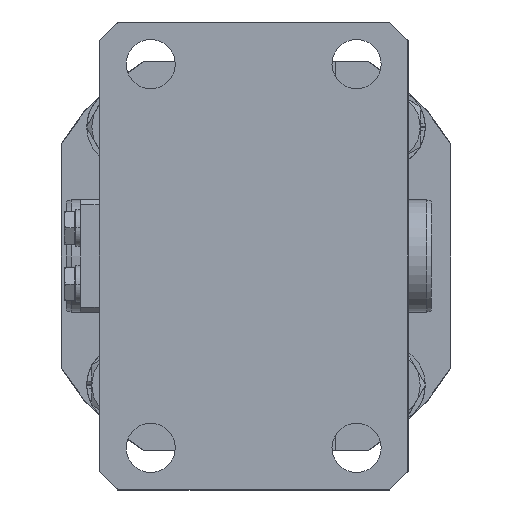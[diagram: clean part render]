
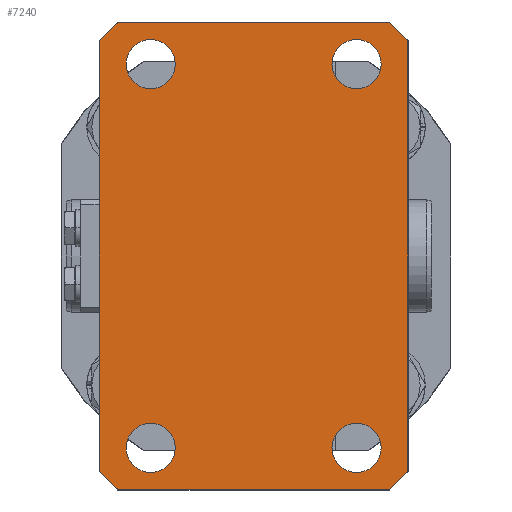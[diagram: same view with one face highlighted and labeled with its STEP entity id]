
A CAD part, left-side view. The second image highlights one B-rep face of the part: STEP entity #7240.
In plain terms, the highlighted planar face has unit normal (-1, 0, 0).
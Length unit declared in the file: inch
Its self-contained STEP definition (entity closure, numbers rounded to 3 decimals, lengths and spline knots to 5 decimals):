
#378 = CARTESIAN_POINT ( 'NONE',  ( -16.125, 2.0895, -2.87293 ) ) ;
#494 = CARTESIAN_POINT ( 'NONE',  ( -16.125, 2.0895, 2.87293 ) ) ;
#826 = VERTEX_POINT ( 'NONE', #44895 ) ;
#867 = LINE ( 'NONE', #15262, #24923 ) ;
#1022 = ORIENTED_EDGE ( 'NONE', *, *, #18726, .T. ) ;
#1029 = CIRCLE ( 'NONE', #27360, 0.3281 ) ;
#1132 = FACE_BOUND ( 'NONE', #15933, .T. ) ;
#1587 = DIRECTION ( 'NONE',  ( 0., 0., 1. ) ) ;
#2486 = VERTEX_POINT ( 'NONE', #17941 ) ;
#2911 = LINE ( 'NONE', #17310, #21493 ) ;
#3245 = VERTEX_POINT ( 'NONE', #494 ) ;
#3424 = VERTEX_POINT ( 'NONE', #378 ) ;
#4667 = FACE_BOUND ( 'NONE', #11216, .T. ) ;
#4891 = ORIENTED_EDGE ( 'NONE', *, *, #42193, .T. ) ;
#5229 = CARTESIAN_POINT ( 'NONE',  ( -16.125, -1.343, 2.562 ) ) ;
#5455 = DIRECTION ( 'NONE',  ( 0., 0., -1. ) ) ;
#5477 = EDGE_LOOP ( 'NONE', ( #40866, #9157, #17296, #6939, #42253, #44434, #4891, #21115 ) ) ;
#5800 = DIRECTION ( 'NONE',  ( 0., 0., 1. ) ) ;
#6094 = ORIENTED_EDGE ( 'NONE', *, *, #11504, .T. ) ;
#6939 = ORIENTED_EDGE ( 'NONE', *, *, #34340, .T. ) ;
#7111 = CARTESIAN_POINT ( 'NONE',  ( -16.125, -1.77843, 3.12 ) ) ;
#7195 = DIRECTION ( 'NONE',  ( 0., 0., -1. ) ) ;
#7240 = ADVANCED_FACE ( 'NONE', ( #36889, #4667, #19040, #33364, #1132 ), #15532, .T. ) ;
#7521 = DIRECTION ( 'NONE',  ( 0., -1., 0. ) ) ;
#8574 = AXIS2_PLACEMENT_3D ( 'NONE', #25066, #39401, #7195 ) ;
#8741 = CIRCLE ( 'NONE', #35014, 0.3281 ) ;
#9095 = VECTOR ( 'NONE', #11159, 39.37008 ) ;
#9157 = ORIENTED_EDGE ( 'NONE', *, *, #22982, .T. ) ;
#9234 = CIRCLE ( 'NONE', #35506, 0.3281 ) ;
#9915 = DIRECTION ( 'NONE',  ( 0., 0., -1. ) ) ;
#10192 = DIRECTION ( 'NONE',  ( 0., 0., -1. ) ) ;
#10766 = DIRECTION ( 'NONE',  ( 0., 0., -1. ) ) ;
#10820 = CARTESIAN_POINT ( 'NONE',  ( -16.125, -1.343, -2.562 ) ) ;
#11159 = DIRECTION ( 'NONE',  ( 0., -0.707, 0.707 ) ) ;
#11184 = EDGE_CURVE ( 'NONE', #826, #19376, #33436, .T. ) ;
#11216 = EDGE_LOOP ( 'NONE', ( #35702, #37580 ) ) ;
#11250 = CARTESIAN_POINT ( 'NONE',  ( -16.125, 1.84242, 3.12 ) ) ;
#11504 = EDGE_CURVE ( 'NONE', #17524, #2486, #18125, .T. ) ;
#11927 = LINE ( 'NONE', #26239, #34011 ) ;
#12184 = LINE ( 'NONE', #26510, #28155 ) ;
#12613 = CARTESIAN_POINT ( 'NONE',  ( -16.125, 1.407, 2.2339 ) ) ;
#12768 = LINE ( 'NONE', #27103, #14635 ) ;
#13200 = AXIS2_PLACEMENT_3D ( 'NONE', #27770, #42116, #9915 ) ;
#13747 = CIRCLE ( 'NONE', #40011, 0.3281 ) ;
#14635 = VECTOR ( 'NONE', #41431, 39.37008 ) ;
#15262 = CARTESIAN_POINT ( 'NONE',  ( -16.125, -2.43322, 2.46521 ) ) ;
#15532 = PLANE ( 'NONE',  #28398 ) ;
#15933 = EDGE_LOOP ( 'NONE', ( #6094, #32733 ) ) ;
#16732 = VERTEX_POINT ( 'NONE', #34321 ) ;
#17296 = ORIENTED_EDGE ( 'NONE', *, *, #29549, .T. ) ;
#17310 = CARTESIAN_POINT ( 'NONE',  ( -16.125, 2.0895, -2.875 ) ) ;
#17524 = VERTEX_POINT ( 'NONE', #34001 ) ;
#17905 = CARTESIAN_POINT ( 'NONE',  ( -16.125, 1.407, 2.562 ) ) ;
#17941 = CARTESIAN_POINT ( 'NONE',  ( -16.125, -1.343, -2.2339 ) ) ;
#18125 = CIRCLE ( 'NONE', #44365, 0.3281 ) ;
#18726 = EDGE_CURVE ( 'NONE', #30698, #40845, #8741, .T. ) ;
#19036 = EDGE_CURVE ( 'NONE', #19376, #826, #13747, .T. ) ;
#19040 = FACE_BOUND ( 'NONE', #40313, .T. ) ;
#19376 = VERTEX_POINT ( 'NONE', #12613 ) ;
#19494 = CARTESIAN_POINT ( 'NONE',  ( -16.125, 0.032, 0. ) ) ;
#19626 = DIRECTION ( 'NONE',  ( 1., 0., 0. ) ) ;
#21115 = ORIENTED_EDGE ( 'NONE', *, *, #22676, .T. ) ;
#21410 = EDGE_LOOP ( 'NONE', ( #36337, #33599 ) ) ;
#21493 = VECTOR ( 'NONE', #31615, 39.37008 ) ;
#22676 = EDGE_CURVE ( 'NONE', #42436, #26342, #29002, .T. ) ;
#22982 = EDGE_CURVE ( 'NONE', #27097, #37078, #867, .T. ) ;
#23353 = CARTESIAN_POINT ( 'NONE',  ( -16.125, -1.343, -2.562 ) ) ;
#23438 = CARTESIAN_POINT ( 'NONE',  ( -16.125, -1.343, 2.8901 ) ) ;
#23693 = LINE ( 'NONE', #38010, #28983 ) ;
#23887 = AXIS2_PLACEMENT_3D ( 'NONE', #23353, #37685, #5455 ) ;
#24267 = EDGE_CURVE ( 'NONE', #16732, #36960, #9234, .T. ) ;
#24359 = CARTESIAN_POINT ( 'NONE',  ( -16.125, -1.77843, -3.12 ) ) ;
#24923 = VECTOR ( 'NONE', #29570, 39.37008 ) ;
#25066 = CARTESIAN_POINT ( 'NONE',  ( -16.125, 1.407, -2.562 ) ) ;
#25129 = DIRECTION ( 'NONE',  ( 1., 0., 0. ) ) ;
#25143 = CARTESIAN_POINT ( 'NONE',  ( -16.125, -2.0255, -2.87293 ) ) ;
#25400 = LINE ( 'NONE', #39728, #25561 ) ;
#25558 = CARTESIAN_POINT ( 'NONE',  ( -16.125, 1.407, -2.8901 ) ) ;
#25561 = VECTOR ( 'NONE', #7521, 39.37008 ) ;
#26239 = CARTESIAN_POINT ( 'NONE',  ( -16.125, 2.49721, 2.46521 ) ) ;
#26342 = VERTEX_POINT ( 'NONE', #25143 ) ;
#26419 = CARTESIAN_POINT ( 'NONE',  ( -16.125, 1.84242, -3.12 ) ) ;
#26510 = CARTESIAN_POINT ( 'NONE',  ( -16.125, 1.8445, 3.12 ) ) ;
#27097 = VERTEX_POINT ( 'NONE', #31725 ) ;
#27103 = CARTESIAN_POINT ( 'NONE',  ( -16.125, 2.49721, -2.46521 ) ) ;
#27360 = AXIS2_PLACEMENT_3D ( 'NONE', #5229, #19626, #33944 ) ;
#27770 = CARTESIAN_POINT ( 'NONE',  ( -16.125, 1.407, 2.562 ) ) ;
#28048 = CARTESIAN_POINT ( 'NONE',  ( -16.125, -1.343, 2.562 ) ) ;
#28155 = VECTOR ( 'NONE', #40841, 39.37008 ) ;
#28192 = EDGE_CURVE ( 'NONE', #2486, #17524, #44166, .T. ) ;
#28398 = AXIS2_PLACEMENT_3D ( 'NONE', #19494, #33807, #1587 ) ;
#28612 = CARTESIAN_POINT ( 'NONE',  ( -16.125, 1.407, -2.562 ) ) ;
#28887 = CIRCLE ( 'NONE', #8574, 0.3281 ) ;
#28983 = VECTOR ( 'NONE', #5800, 39.37008 ) ;
#29002 = LINE ( 'NONE', #43348, #9095 ) ;
#29076 = EDGE_CURVE ( 'NONE', #40845, #30698, #1029, .T. ) ;
#29549 = EDGE_CURVE ( 'NONE', #37078, #35264, #12184, .T. ) ;
#29570 = DIRECTION ( 'NONE',  ( 0., 0.707, 0.707 ) ) ;
#30698 = VERTEX_POINT ( 'NONE', #36425 ) ;
#31615 = DIRECTION ( 'NONE',  ( 0., 0., -1. ) ) ;
#31725 = CARTESIAN_POINT ( 'NONE',  ( -16.125, -2.0255, 2.87293 ) ) ;
#32223 = DIRECTION ( 'NONE',  ( 1., 0., 0. ) ) ;
#32733 = ORIENTED_EDGE ( 'NONE', *, *, #28192, .T. ) ;
#33364 = FACE_BOUND ( 'NONE', #21410, .T. ) ;
#33436 = CIRCLE ( 'NONE', #13200, 0.3281 ) ;
#33599 = ORIENTED_EDGE ( 'NONE', *, *, #24267, .T. ) ;
#33807 = DIRECTION ( 'NONE',  ( -1., 0., 0. ) ) ;
#33944 = DIRECTION ( 'NONE',  ( 0., 0., -1. ) ) ;
#34001 = CARTESIAN_POINT ( 'NONE',  ( -16.125, -1.343, -2.8901 ) ) ;
#34011 = VECTOR ( 'NONE', #40550, 39.37008 ) ;
#34321 = CARTESIAN_POINT ( 'NONE',  ( -16.125, 1.407, -2.2339 ) ) ;
#34340 = EDGE_CURVE ( 'NONE', #35264, #3245, #11927, .T. ) ;
#35014 = AXIS2_PLACEMENT_3D ( 'NONE', #28048, #42385, #10192 ) ;
#35264 = VERTEX_POINT ( 'NONE', #11250 ) ;
#35506 = AXIS2_PLACEMENT_3D ( 'NONE', #28612, #42958, #10766 ) ;
#35702 = ORIENTED_EDGE ( 'NONE', *, *, #19036, .T. ) ;
#36337 = ORIENTED_EDGE ( 'NONE', *, *, #38261, .T. ) ;
#36425 = CARTESIAN_POINT ( 'NONE',  ( -16.125, -1.343, 2.2339 ) ) ;
#36889 = FACE_OUTER_BOUND ( 'NONE', #5477, .T. ) ;
#36960 = VERTEX_POINT ( 'NONE', #25558 ) ;
#37078 = VERTEX_POINT ( 'NONE', #7111 ) ;
#37580 = ORIENTED_EDGE ( 'NONE', *, *, #11184, .T. ) ;
#37685 = DIRECTION ( 'NONE',  ( 1., 0., 0. ) ) ;
#38010 = CARTESIAN_POINT ( 'NONE',  ( -16.125, -2.0255, 2.875 ) ) ;
#38261 = EDGE_CURVE ( 'NONE', #36960, #16732, #28887, .T. ) ;
#39401 = DIRECTION ( 'NONE',  ( 1., 0., 0. ) ) ;
#39460 = DIRECTION ( 'NONE',  ( 0., 0., -1. ) ) ;
#39728 = CARTESIAN_POINT ( 'NONE',  ( -16.125, -1.7805, -3.12 ) ) ;
#40011 = AXIS2_PLACEMENT_3D ( 'NONE', #17905, #32223, #46567 ) ;
#40313 = EDGE_LOOP ( 'NONE', ( #1022, #44380 ) ) ;
#40550 = DIRECTION ( 'NONE',  ( 0., 0.707, -0.707 ) ) ;
#40841 = DIRECTION ( 'NONE',  ( 0., 1., 0. ) ) ;
#40845 = VERTEX_POINT ( 'NONE', #23438 ) ;
#40866 = ORIENTED_EDGE ( 'NONE', *, *, #40902, .T. ) ;
#40902 = EDGE_CURVE ( 'NONE', #26342, #27097, #23693, .T. ) ;
#41154 = EDGE_CURVE ( 'NONE', #3245, #3424, #2911, .T. ) ;
#41431 = DIRECTION ( 'NONE',  ( 0., -0.707, -0.707 ) ) ;
#42116 = DIRECTION ( 'NONE',  ( 1., 0., 0. ) ) ;
#42193 = EDGE_CURVE ( 'NONE', #45171, #42436, #25400, .T. ) ;
#42253 = ORIENTED_EDGE ( 'NONE', *, *, #41154, .T. ) ;
#42385 = DIRECTION ( 'NONE',  ( 1., 0., 0. ) ) ;
#42436 = VERTEX_POINT ( 'NONE', #24359 ) ;
#42958 = DIRECTION ( 'NONE',  ( 1., 0., 0. ) ) ;
#43348 = CARTESIAN_POINT ( 'NONE',  ( -16.125, -2.43322, -2.46521 ) ) ;
#44166 = CIRCLE ( 'NONE', #23887, 0.3281 ) ;
#44365 = AXIS2_PLACEMENT_3D ( 'NONE', #10820, #25129, #39460 ) ;
#44380 = ORIENTED_EDGE ( 'NONE', *, *, #29076, .T. ) ;
#44434 = ORIENTED_EDGE ( 'NONE', *, *, #44516, .T. ) ;
#44516 = EDGE_CURVE ( 'NONE', #3424, #45171, #12768, .T. ) ;
#44895 = CARTESIAN_POINT ( 'NONE',  ( -16.125, 1.407, 2.8901 ) ) ;
#45171 = VERTEX_POINT ( 'NONE', #26419 ) ;
#46567 = DIRECTION ( 'NONE',  ( 0., 0., -1. ) ) ;
